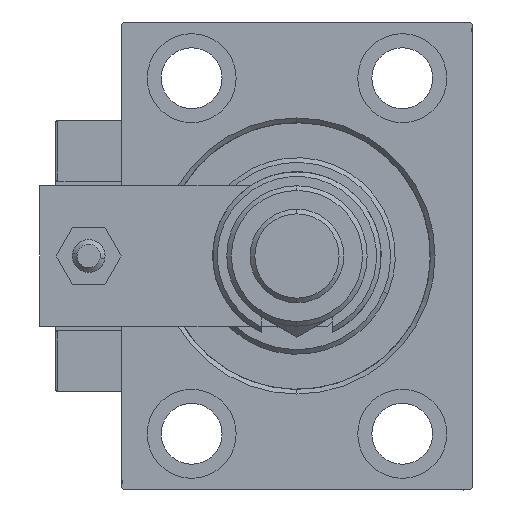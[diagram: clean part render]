
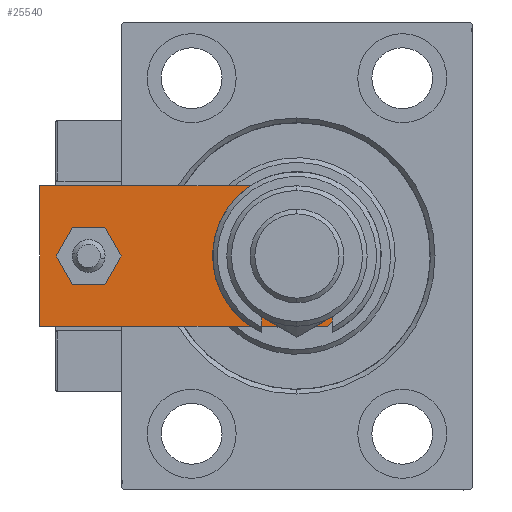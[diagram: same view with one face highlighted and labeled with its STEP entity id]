
A CAD part, left-side view. The second image highlights one B-rep face of the part: STEP entity #25540.
In plain terms, the highlighted face is planar.
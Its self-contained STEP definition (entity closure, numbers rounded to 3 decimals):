
#938 = AXIS2_PLACEMENT_3D ( 'NONE', #9422, #6671, #27149 ) ;
#1039 = CARTESIAN_POINT ( 'NONE',  ( 0., 59.5, 8. ) ) ;
#1376 = DIRECTION ( 'NONE',  ( 1., 0., 0. ) ) ;
#1403 = ORIENTED_EDGE ( 'NONE', *, *, #41567, .T. ) ;
#1404 = ORIENTED_EDGE ( 'NONE', *, *, #6939, .T. ) ;
#2281 = CARTESIAN_POINT ( 'NONE',  ( -15., 70., 8. ) ) ;
#4798 = CARTESIAN_POINT ( 'NONE',  ( 15., 70., 8. ) ) ;
#5896 = CARTESIAN_POINT ( 'NONE',  ( -10., 15., 8. ) ) ;
#6120 = CARTESIAN_POINT ( 'NONE',  ( 15., 8.5, 8. ) ) ;
#6671 = DIRECTION ( 'NONE',  ( 0., 0., 1. ) ) ;
#6939 = EDGE_CURVE ( 'NONE', #7144, #7340, #48645, .T. ) ;
#7144 = VERTEX_POINT ( 'NONE', #26280 ) ;
#7340 = VERTEX_POINT ( 'NONE', #41721 ) ;
#8279 = VERTEX_POINT ( 'NONE', #28676 ) ;
#8663 = EDGE_CURVE ( 'NONE', #38668, #21991, #51181, .T. ) ;
#8719 = DIRECTION ( 'NONE',  ( 0., 1., 0. ) ) ;
#8904 = EDGE_CURVE ( 'NONE', #43432, #8279, #53078, .T. ) ;
#9422 = CARTESIAN_POINT ( 'NONE',  ( 0., 15., 8. ) ) ;
#9963 = ORIENTED_EDGE ( 'NONE', *, *, #8663, .T. ) ;
#10072 = EDGE_CURVE ( 'NONE', #30059, #20580, #11381, .T. ) ;
#10429 = CARTESIAN_POINT ( 'NONE',  ( 3.25, -3.25, 8. ) ) ;
#11179 = AXIS2_PLACEMENT_3D ( 'NONE', #28387, #41901, #33484 ) ;
#11381 = CIRCLE ( 'NONE', #938, 10. ) ;
#11464 = VECTOR ( 'NONE', #39892, 1000. ) ;
#11625 = CARTESIAN_POINT ( 'NONE',  ( 0., 59.5, 8. ) ) ;
#13241 = DIRECTION ( 'NONE',  ( 0.707, -0.707, 0. ) ) ;
#13482 = AXIS2_PLACEMENT_3D ( 'NONE', #13652, #30557, #1376 ) ;
#13652 = CARTESIAN_POINT ( 'NONE',  ( 0., 0., 8. ) ) ;
#14252 = CARTESIAN_POINT ( 'NONE',  ( -15., 8.5, 8. ) ) ;
#15609 = LINE ( 'NONE', #19689, #11464 ) ;
#15637 = CIRCLE ( 'NONE', #33922, 4. ) ;
#17402 = DIRECTION ( 'NONE',  ( 0., 0., 1. ) ) ;
#17607 = CARTESIAN_POINT ( 'NONE',  ( -3.25, -3.25, 8. ) ) ;
#17674 = DIRECTION ( 'NONE',  ( 1., 0., 0. ) ) ;
#17846 = VECTOR ( 'NONE', #8719, 1000. ) ;
#17935 = CARTESIAN_POINT ( 'NONE',  ( 15., 70., 8. ) ) ;
#18885 = DIRECTION ( 'NONE',  ( 0.707, 0.707, 0. ) ) ;
#19689 = CARTESIAN_POINT ( 'NONE',  ( -15., 70., 8. ) ) ;
#20580 = VERTEX_POINT ( 'NONE', #31836 ) ;
#20696 = ORIENTED_EDGE ( 'NONE', *, *, #36684, .F. ) ;
#20727 = FACE_OUTER_BOUND ( 'NONE', #24970, .T. ) ;
#20988 = LINE ( 'NONE', #29182, #17846 ) ;
#21991 = VERTEX_POINT ( 'NONE', #2281 ) ;
#22862 = EDGE_LOOP ( 'NONE', ( #33555, #20696 ) ) ;
#24011 = CARTESIAN_POINT ( 'NONE',  ( -4., 59.5, 8. ) ) ;
#24120 = DIRECTION ( 'NONE',  ( 1., 0., 0. ) ) ;
#24970 = EDGE_LOOP ( 'NONE', ( #1403, #37218, #1404, #37879, #48188, #9963 ) ) ;
#25452 = EDGE_CURVE ( 'NONE', #31111, #38668, #20988, .T. ) ;
#25540 = ADVANCED_FACE ( 'NONE', ( #37373, #20727, #49884 ), #43348, .T. ) ;
#26280 = CARTESIAN_POINT ( 'NONE',  ( -6.5, 0., 8. ) ) ;
#27149 = DIRECTION ( 'NONE',  ( 1., 0., 0. ) ) ;
#28153 = ORIENTED_EDGE ( 'NONE', *, *, #36546, .F. ) ;
#28288 = ORIENTED_EDGE ( 'NONE', *, *, #10072, .F. ) ;
#28387 = CARTESIAN_POINT ( 'NONE',  ( 0., 15., 8. ) ) ;
#28676 = CARTESIAN_POINT ( 'NONE',  ( 4., 59.5, 8. ) ) ;
#29182 = CARTESIAN_POINT ( 'NONE',  ( 15., 0., 8. ) ) ;
#29829 = VECTOR ( 'NONE', #13241, 1000. ) ;
#30059 = VERTEX_POINT ( 'NONE', #5896 ) ;
#30557 = DIRECTION ( 'NONE',  ( 0., 0., 1. ) ) ;
#31111 = VERTEX_POINT ( 'NONE', #6120 ) ;
#31558 = VECTOR ( 'NONE', #18885, 1000. ) ;
#31836 = CARTESIAN_POINT ( 'NONE',  ( 10., 15., 8. ) ) ;
#32342 = DIRECTION ( 'NONE',  ( 1., 0., 0. ) ) ;
#33484 = DIRECTION ( 'NONE',  ( 1., 0., 0. ) ) ;
#33555 = ORIENTED_EDGE ( 'NONE', *, *, #8904, .F. ) ;
#33812 = CIRCLE ( 'NONE', #11179, 10. ) ;
#33922 = AXIS2_PLACEMENT_3D ( 'NONE', #1039, #17402, #17674 ) ;
#35014 = EDGE_LOOP ( 'NONE', ( #28288, #28153 ) ) ;
#36546 = EDGE_CURVE ( 'NONE', #20580, #30059, #33812, .T. ) ;
#36554 = AXIS2_PLACEMENT_3D ( 'NONE', #11625, #36974, #32342 ) ;
#36684 = EDGE_CURVE ( 'NONE', #8279, #43432, #15637, .T. ) ;
#36974 = DIRECTION ( 'NONE',  ( 0., 0., 1. ) ) ;
#37218 = ORIENTED_EDGE ( 'NONE', *, *, #47003, .T. ) ;
#37362 = VECTOR ( 'NONE', #24120, 1000. ) ;
#37373 = FACE_BOUND ( 'NONE', #22862, .T. ) ;
#37879 = ORIENTED_EDGE ( 'NONE', *, *, #45548, .T. ) ;
#38668 = VERTEX_POINT ( 'NONE', #4798 ) ;
#39688 = CARTESIAN_POINT ( 'NONE',  ( -15., 0., 8. ) ) ;
#39892 = DIRECTION ( 'NONE',  ( 0., -1., 0. ) ) ;
#40886 = VECTOR ( 'NONE', #50358, 1000. ) ;
#41567 = EDGE_CURVE ( 'NONE', #21991, #44681, #15609, .T. ) ;
#41721 = CARTESIAN_POINT ( 'NONE',  ( 6.5, 0., 8. ) ) ;
#41901 = DIRECTION ( 'NONE',  ( 0., 0., 1. ) ) ;
#43348 = PLANE ( 'NONE',  #13482 ) ;
#43432 = VERTEX_POINT ( 'NONE', #24011 ) ;
#44681 = VERTEX_POINT ( 'NONE', #14252 ) ;
#45548 = EDGE_CURVE ( 'NONE', #7340, #31111, #46945, .T. ) ;
#46945 = LINE ( 'NONE', #10429, #31558 ) ;
#47003 = EDGE_CURVE ( 'NONE', #44681, #7144, #50583, .T. ) ;
#48188 = ORIENTED_EDGE ( 'NONE', *, *, #25452, .T. ) ;
#48645 = LINE ( 'NONE', #39688, #37362 ) ;
#49884 = FACE_BOUND ( 'NONE', #35014, .T. ) ;
#50358 = DIRECTION ( 'NONE',  ( -1., 0., 0. ) ) ;
#50583 = LINE ( 'NONE', #17607, #29829 ) ;
#51181 = LINE ( 'NONE', #17935, #40886 ) ;
#53078 = CIRCLE ( 'NONE', #36554, 4. ) ;
